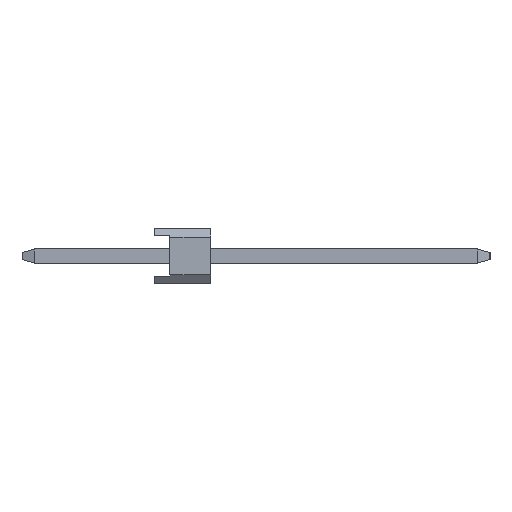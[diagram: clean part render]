
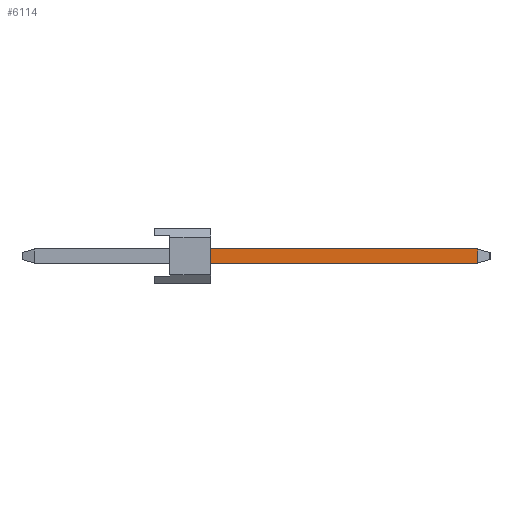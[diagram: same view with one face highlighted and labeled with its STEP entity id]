
A CAD part, left-side view. The second image highlights one B-rep face of the part: STEP entity #6114.
In plain terms, the highlighted planar face has unit normal (-1, 0, 0).
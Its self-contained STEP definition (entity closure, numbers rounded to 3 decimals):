
#2892=VERTEX_POINT('',#8148);
#2930=VERTEX_POINT('',#8207);
#3100=VERTEX_POINT('',#8389);
#3986=EDGE_CURVE('',#2892,#6124,#9358,.T.);
#4194=EDGE_CURVE('',#6124,#2930,#9582,.T.);
#6114=ADVANCED_FACE('',(#11703),#11704,.T.);
#6124=VERTEX_POINT('',#11716);
#6598=EDGE_CURVE('',#2930,#3100,#12231,.T.);
#7470=EDGE_CURVE('',#3100,#2892,#13206,.T.);
#8148=CARTESIAN_POINT('',(-20.64,-2.54,0.32));
#8207=CARTESIAN_POINT('',(-20.64,-14.594,-0.32));
#8389=CARTESIAN_POINT('',(-20.64,-2.54,-0.32));
#9358=LINE('',#15806,#15807);
#9582=LINE('',#16142,#16143);
#11703=FACE_OUTER_BOUND('',#19212,.T.);
#11704=PLANE('',#19213);
#11716=CARTESIAN_POINT('',(-20.64,-14.594,0.32));
#12231=LINE('',#19981,#19982);
#13206=LINE('',#21346,#21347);
#15806=CARTESIAN_POINT('',(-20.64,-4.59,0.32));
#15807=VECTOR('',#23502,1.0);
#16142=CARTESIAN_POINT('',(-20.64,-14.594,0.5));
#16143=VECTOR('',#23690,1.0);
#19212=EDGE_LOOP('',(#25890,#25891,#25892,#25893));
#19213=AXIS2_PLACEMENT_3D('',#25894,#25895,#25896);
#19981=CARTESIAN_POINT('',(-20.64,5.414,-0.32));
#19982=VECTOR('',#26373,1.0);
#21346=CARTESIAN_POINT('',(-20.64,-2.54,0.252));
#21347=VECTOR('',#27424,1.0);
#23502=DIRECTION('',(0.,-1.0,0.));
#23690=DIRECTION('',(0.0,0.,-1.0));
#25890=ORIENTED_EDGE('',*,*,#7470,.F.);
#25891=ORIENTED_EDGE('',*,*,#6598,.F.);
#25892=ORIENTED_EDGE('',*,*,#4194,.F.);
#25893=ORIENTED_EDGE('',*,*,#3986,.F.);
#25894=CARTESIAN_POINT('',(-20.64,5.414,0.5));
#25895=DIRECTION('',(-1.0,0.,0.));
#25896=DIRECTION('',(0.,1.0,0.));
#26373=DIRECTION('',(0.,1.0,0.));
#27424=DIRECTION('',(0.,0.,1.0));
